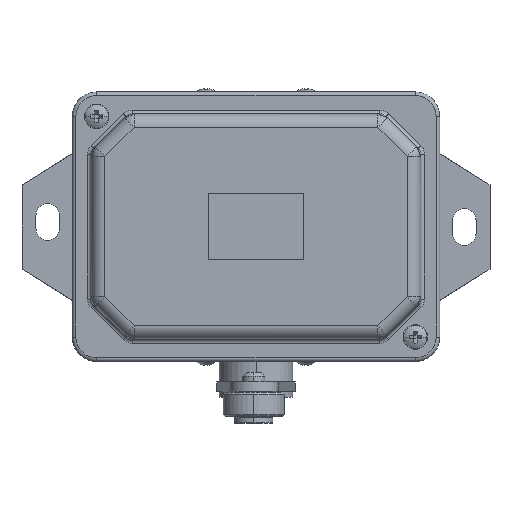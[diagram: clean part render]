
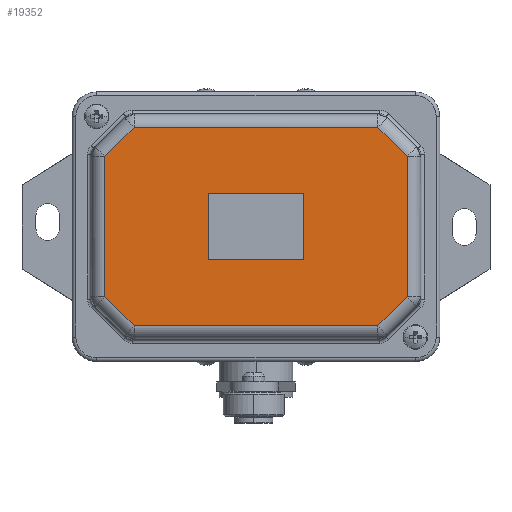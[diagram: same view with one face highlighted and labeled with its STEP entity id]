
A CAD part, top view. The second image highlights one B-rep face of the part: STEP entity #19352.
In plain terms, the highlighted planar face has unit normal (0, 0, 1).
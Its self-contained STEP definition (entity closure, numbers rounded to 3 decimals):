
#17881=DIRECTION('',(0.713,-0.701,0.));
#17882=VECTOR('',#17881,16.834);
#17883=CARTESIAN_POINT('',(-61.75,-28.695,86.5));
#17884=LINE('',#17883,#17882);
#17885=DIRECTION('',(-0.713,-0.701,0.));
#17886=VECTOR('',#17885,16.834);
#17887=CARTESIAN_POINT('',(-49.748,40.5,86.5));
#17888=LINE('',#17887,#17886);
#17889=DIRECTION('',(-0.713,0.701,0.));
#17890=VECTOR('',#17889,16.834);
#17891=CARTESIAN_POINT('',(61.75,28.695,86.5));
#17892=LINE('',#17891,#17890);
#17893=DIRECTION('',(0.713,0.701,0.));
#17894=VECTOR('',#17893,16.834);
#17895=CARTESIAN_POINT('',(49.748,-40.5,86.5));
#17896=LINE('',#17895,#17894);
#17897=DIRECTION('',(1.,0.,0.));
#17898=VECTOR('',#17897,39.);
#17899=CARTESIAN_POINT('',(-19.5,13.5,86.5));
#17900=LINE('',#17899,#17898);
#17901=DIRECTION('',(0.,1.,0.));
#17902=VECTOR('',#17901,27.);
#17903=CARTESIAN_POINT('',(-19.5,-13.5,86.5));
#17904=LINE('',#17903,#17902);
#17905=DIRECTION('',(-1.,0.,0.));
#17906=VECTOR('',#17905,39.);
#17907=CARTESIAN_POINT('',(19.5,-13.5,86.5));
#17908=LINE('',#17907,#17906);
#17909=DIRECTION('',(0.,-1.,0.));
#17910=VECTOR('',#17909,27.);
#17911=CARTESIAN_POINT('',(19.5,13.5,86.5));
#17912=LINE('',#17911,#17910);
#17917=DIRECTION('',(-1.,0.,0.));
#17918=VECTOR('',#17917,99.497);
#17919=CARTESIAN_POINT('',(49.748,-40.5,86.5));
#17920=LINE('',#17919,#17918);
#18009=DIRECTION('',(0.,-1.,0.));
#18010=VECTOR('',#18009,57.39);
#18011=CARTESIAN_POINT('',(61.75,28.695,86.5));
#18012=LINE('',#18011,#18010);
#18077=DIRECTION('',(1.,0.,0.));
#18078=VECTOR('',#18077,99.497);
#18079=CARTESIAN_POINT('',(-49.748,40.5,86.5));
#18080=LINE('',#18079,#18078);
#18145=DIRECTION('',(0.,1.,0.));
#18146=VECTOR('',#18145,57.39);
#18147=CARTESIAN_POINT('',(-61.75,-28.695,86.5));
#18148=LINE('',#18147,#18146);
#19063=CARTESIAN_POINT('',(49.748,-40.5,86.5));
#19064=CARTESIAN_POINT('',(-49.748,-40.5,86.5));
#19065=VERTEX_POINT('',#19063);
#19066=VERTEX_POINT('',#19064);
#19068=CARTESIAN_POINT('',(-61.75,-28.695,86.5));
#19070=VERTEX_POINT('',#19068);
#19071=CARTESIAN_POINT('',(-19.5,13.5,86.5));
#19072=CARTESIAN_POINT('',(19.5,13.5,86.5));
#19073=VERTEX_POINT('',#19071);
#19074=VERTEX_POINT('',#19072);
#19075=CARTESIAN_POINT('',(61.75,-28.695,86.5));
#19076=VERTEX_POINT('',#19075);
#19081=CARTESIAN_POINT('',(19.5,-13.5,86.5));
#19082=VERTEX_POINT('',#19081);
#19083=CARTESIAN_POINT('',(-19.5,-13.5,86.5));
#19084=VERTEX_POINT('',#19083);
#19085=CARTESIAN_POINT('',(61.75,28.695,86.5));
#19086=VERTEX_POINT('',#19085);
#19087=CARTESIAN_POINT('',(-61.75,28.695,86.5));
#19088=VERTEX_POINT('',#19087);
#19097=CARTESIAN_POINT('',(49.748,40.5,86.5));
#19098=VERTEX_POINT('',#19097);
#19103=CARTESIAN_POINT('',(-49.748,40.5,86.5));
#19104=VERTEX_POINT('',#19103);
#19319=CARTESIAN_POINT('',(0.,0.,86.5));
#19320=DIRECTION('',(0.,0.,-1.));
#19321=DIRECTION('',(-1.,0.,0.));
#19322=AXIS2_PLACEMENT_3D('',#19319,#19320,#19321);
#19323=PLANE('',#19322);
#19325=ORIENTED_EDGE('',*,*,#19324,.T.);
#19327=ORIENTED_EDGE('',*,*,#19326,.F.);
#19329=ORIENTED_EDGE('',*,*,#19328,.T.);
#19331=ORIENTED_EDGE('',*,*,#19330,.F.);
#19333=ORIENTED_EDGE('',*,*,#19332,.T.);
#19335=ORIENTED_EDGE('',*,*,#19334,.F.);
#19337=ORIENTED_EDGE('',*,*,#19336,.T.);
#19339=ORIENTED_EDGE('',*,*,#19338,.F.);
#19340=EDGE_LOOP('',(#19325,#19327,#19329,#19331,#19333,#19335,#19337,#19339));
#19341=FACE_OUTER_BOUND('',#19340,.F.);
#19343=ORIENTED_EDGE('',*,*,#19342,.F.);
#19345=ORIENTED_EDGE('',*,*,#19344,.F.);
#19347=ORIENTED_EDGE('',*,*,#19346,.F.);
#19349=ORIENTED_EDGE('',*,*,#19348,.F.);
#19350=EDGE_LOOP('',(#19343,#19345,#19347,#19349));
#19351=FACE_BOUND('',#19350,.F.);
#19352=ADVANCED_FACE('',(#19341,#19351),#19323,.F.);
#19324=EDGE_CURVE('',#19065,#19066,#17920,.T.);
#19326=EDGE_CURVE('',#19070,#19066,#17884,.T.);
#19328=EDGE_CURVE('',#19070,#19088,#18148,.T.);
#19330=EDGE_CURVE('',#19104,#19088,#17888,.T.);
#19332=EDGE_CURVE('',#19104,#19098,#18080,.T.);
#19334=EDGE_CURVE('',#19086,#19098,#17892,.T.);
#19336=EDGE_CURVE('',#19086,#19076,#18012,.T.);
#19338=EDGE_CURVE('',#19065,#19076,#17896,.T.);
#19342=EDGE_CURVE('',#19073,#19074,#17900,.T.);
#19344=EDGE_CURVE('',#19084,#19073,#17904,.T.);
#19346=EDGE_CURVE('',#19082,#19084,#17908,.T.);
#19348=EDGE_CURVE('',#19074,#19082,#17912,.T.);
